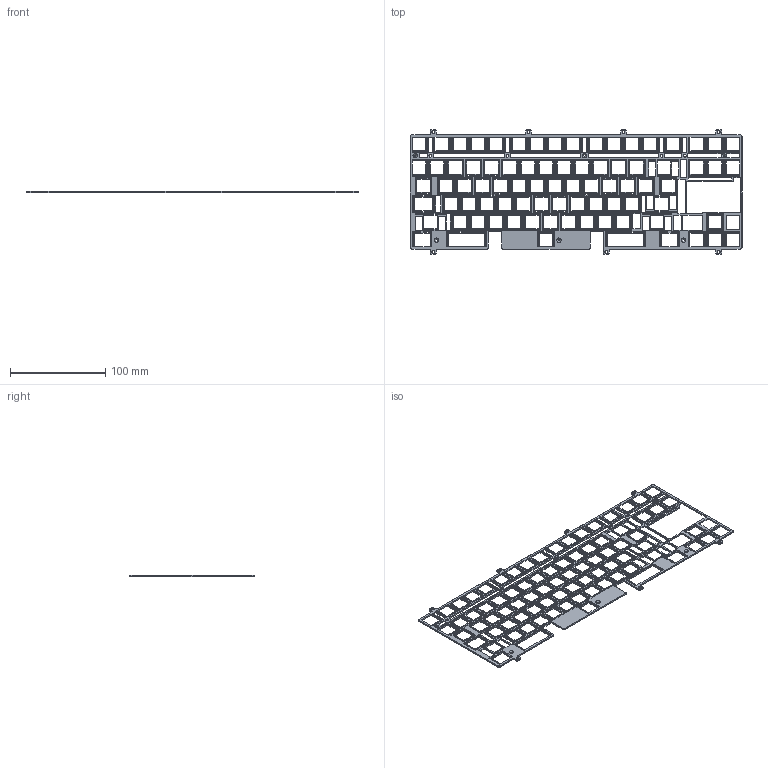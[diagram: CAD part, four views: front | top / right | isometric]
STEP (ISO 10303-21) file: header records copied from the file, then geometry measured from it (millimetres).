
FILE_DESCRIPTION((''),'2;1');
FILE_NAME('PRT0162','2024-10-19T',('XiaoYu'),(''),'PRO/ENGINEER BY PARAMETRIC TECHNOLOGY CORPORATION, 2015240','PRO/ENGINEER BY PARAMETRIC TECHNOLOGY CORPORATION, 2015240','');
FILE_SCHEMA(('CONFIG_CONTROL_DESIGN'));
Products named in the file (1): PRT0162
Bounding box: 348.81 x 131.2 x 1.5 mm (x, y, z)
Volume: 20551.6 mm3; surface area: 54220.6 mm2
Topology: 1 solids, 1 shells, 2524 faces, 7480 edges, 4958 vertices
Faces by surface type: plane 2380, cylinder 80, cone 64
Entity records: 84630 total; most frequent: CARTESIAN_POINT 14962, ORIENTED_EDGE 14960, DIRECTION 12768, EDGE_CURVE 7480, VECTOR 7240, LINE 7240, VERTEX_POINT 4958, EDGE_LOOP 3462
